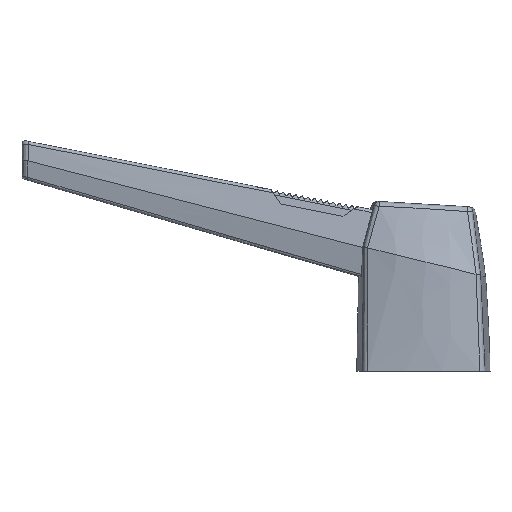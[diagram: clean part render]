
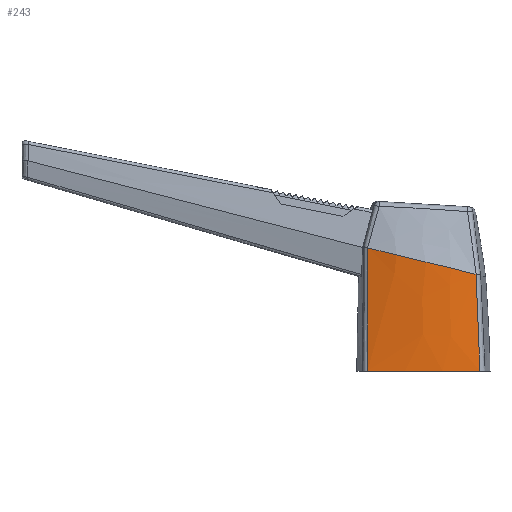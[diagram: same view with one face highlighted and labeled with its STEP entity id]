
A CAD part, front view. The second image highlights one B-rep face of the part: STEP entity #243.
In plain terms, the highlighted free-form (B-spline) face has degree [3, 3] with [6, 4] control points.
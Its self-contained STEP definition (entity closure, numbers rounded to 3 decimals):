
#243 = ADVANCED_FACE( '', ( #537 ), #538, .T. );
#537 = FACE_OUTER_BOUND( '', #2060, .T. );
#538 = B_SPLINE_SURFACE_WITH_KNOTS( '', 3, 3, ( ( #2061, #2062, #2063, #2064 ), ( #2065, #2066, #2067, #2068 ), ( #2069, #2070, #2071, #2072 ), ( #2073, #2074, #2075, #2076 ), ( #2077, #2078, #2079, #2080 ), ( #2081, #2082, #2083, #2084 ) ), .UNSPECIFIED., .F., .F., .F., ( 4, 2, 4 ), ( 4, 4 ), ( 0., 0.5, 1. ), ( 0., 1. ), .UNSPECIFIED. );
#2060 = EDGE_LOOP( '', ( #3578, #3579, #3580, #3581 ) );
#2061 = CARTESIAN_POINT( '', ( -9.476, -9.25, 0. ) );
#2062 = CARTESIAN_POINT( '', ( -9.428, -8.983, 6.495 ) );
#2063 = CARTESIAN_POINT( '', ( -9.38, -8.717, 12.99 ) );
#2064 = CARTESIAN_POINT( '', ( -9.333, -8.45, 19.486 ) );
#2065 = CARTESIAN_POINT( '', ( -6.364, -9.914, 0. ) );
#2066 = CARTESIAN_POINT( '', ( -6.392, -9.793, 6.26 ) );
#2067 = CARTESIAN_POINT( '', ( -6.42, -9.671, 12.52 ) );
#2068 = CARTESIAN_POINT( '', ( -6.449, -9.55, 18.779 ) );
#2069 = CARTESIAN_POINT( '', ( -3.182, -10.25, 0. ) );
#2070 = CARTESIAN_POINT( '', ( -3.252, -10.222, 6.01 ) );
#2071 = CARTESIAN_POINT( '', ( -3.322, -10.194, 12.02 ) );
#2072 = CARTESIAN_POINT( '', ( -3.392, -10.167, 18.031 ) );
#2073 = CARTESIAN_POINT( '', ( 3.182, -10.25, 0. ) );
#2074 = CARTESIAN_POINT( '', ( 3.04, -10.291, 5.508 ) );
#2075 = CARTESIAN_POINT( '', ( 2.897, -10.332, 11.017 ) );
#2076 = CARTESIAN_POINT( '', ( 2.755, -10.374, 16.525 ) );
#2077 = CARTESIAN_POINT( '', ( 6.364, -9.914, 0. ) );
#2078 = CARTESIAN_POINT( '', ( 6.19, -9.931, 5.256 ) );
#2079 = CARTESIAN_POINT( '', ( 6.017, -9.947, 10.513 ) );
#2080 = CARTESIAN_POINT( '', ( 5.844, -9.963, 15.769 ) );
#2081 = CARTESIAN_POINT( '', ( 9.476, -9.25, 0. ) );
#2082 = CARTESIAN_POINT( '', ( 9.248, -9.187, 5.016 ) );
#2083 = CARTESIAN_POINT( '', ( 9.02, -9.123, 10.031 ) );
#2084 = CARTESIAN_POINT( '', ( 8.792, -9.06, 15.047 ) );
#3578 = ORIENTED_EDGE( '', *, *, #4295, .F. );
#3579 = ORIENTED_EDGE( '', *, *, #4296, .T. );
#3580 = ORIENTED_EDGE( '', *, *, #4128, .T. );
#3581 = ORIENTED_EDGE( '', *, *, #4166, .T. );
#4128 = EDGE_CURVE( '', #4582, #4583, #4584, .T. );
#4166 = EDGE_CURVE( '', #4583, #4642, #4644, .T. );
#4295 = EDGE_CURVE( '', #4838, #4642, #4839, .T. );
#4296 = EDGE_CURVE( '', #4838, #4582, #4840, .T. );
#4582 = VERTEX_POINT( '', #5682 );
#4583 = VERTEX_POINT( '', #5683 );
#4584 = B_SPLINE_CURVE_WITH_KNOTS( '', 3, ( #5684, #5685, #5686, #5687, #5688, #5689 ), .UNSPECIFIED., .F., .F., ( 4, 2, 4 ), ( 0.034, 0.5, 0.965 ), .UNSPECIFIED. );
#4642 = VERTEX_POINT( '', #5895 );
#4644 = B_SPLINE_CURVE_WITH_KNOTS( '', 3, ( #5900, #5901, #5902, #5903 ), .UNSPECIFIED., .F., .F., ( 4, 4 ), ( 0., 0.015 ), .UNSPECIFIED. );
#4838 = VERTEX_POINT( '', #6820 );
#4839 = B_SPLINE_CURVE_WITH_KNOTS( '', 3, ( #6821, #6822, #6823, #6824, #6825, #6826, #6827, #6828, #6829, #6830 ), .UNSPECIFIED., .F., .F., ( 4, 2, 2, 2, 4 ), ( 0.032, 0.25, 0.5, 0.75, 0.967 ), .UNSPECIFIED. );
#4840 = B_SPLINE_CURVE_WITH_KNOTS( '', 3, ( #6831, #6832, #6833, #6834, #6835, #6836 ), .UNSPECIFIED., .F., .F., ( 4, 2, 4 ), ( 0., 0.01, 0.019 ), .UNSPECIFIED. );
#5682 = CARTESIAN_POINT( '', ( -8.83, -9.383, 0. ) );
#5683 = CARTESIAN_POINT( '', ( 8.83, -9.383, 0. ) );
#5684 = CARTESIAN_POINT( '', ( -8.83, -9.383, 0. ) );
#5685 = CARTESIAN_POINT( '', ( -5.925, -9.959, 0. ) );
#5686 = CARTESIAN_POINT( '', ( -2.962, -10.25, 0. ) );
#5687 = CARTESIAN_POINT( '', ( 2.962, -10.25, 0. ) );
#5688 = CARTESIAN_POINT( '', ( 5.924, -9.959, 0. ) );
#5689 = CARTESIAN_POINT( '', ( 8.83, -9.383, 0. ) );
#5895 = CARTESIAN_POINT( '', ( 8.209, -9.232, 15.19 ) );
#5900 = CARTESIAN_POINT( '', ( 8.83, -9.383, 0. ) );
#5901 = CARTESIAN_POINT( '', ( 8.622, -9.334, 5.063 ) );
#5902 = CARTESIAN_POINT( '', ( 8.415, -9.283, 10.126 ) );
#5903 = CARTESIAN_POINT( '', ( 8.209, -9.232, 15.19 ) );
#6820 = CARTESIAN_POINT( '', ( -8.781, -8.654, 19.35 ) );
#6821 = CARTESIAN_POINT( '', ( -8.781, -8.654, 19.35 ) );
#6822 = CARTESIAN_POINT( '', ( -7.512, -9.108, 19.04 ) );
#6823 = CARTESIAN_POINT( '', ( -6.217, -9.468, 18.723 ) );
#6824 = CARTESIAN_POINT( '', ( -3.385, -10.04, 18.029 ) );
#6825 = CARTESIAN_POINT( '', ( -1.859, -10.218, 17.655 ) );
#6826 = CARTESIAN_POINT( '', ( 1.222, -10.322, 16.901 ) );
#6827 = CARTESIAN_POINT( '', ( 2.756, -10.246, 16.525 ) );
#6828 = CARTESIAN_POINT( '', ( 5.612, -9.867, 15.826 ) );
#6829 = CARTESIAN_POINT( '', ( 6.92, -9.597, 15.505 ) );
#6830 = CARTESIAN_POINT( '', ( 8.209, -9.232, 15.19 ) );
#6831 = CARTESIAN_POINT( '', ( -8.781, -8.654, 19.35 ) );
#6832 = CARTESIAN_POINT( '', ( -8.788, -8.777, 16.125 ) );
#6833 = CARTESIAN_POINT( '', ( -8.797, -8.899, 12.9 ) );
#6834 = CARTESIAN_POINT( '', ( -8.813, -9.142, 6.45 ) );
#6835 = CARTESIAN_POINT( '', ( -8.822, -9.263, 3.225 ) );
#6836 = CARTESIAN_POINT( '', ( -8.83, -9.383, 0. ) );
